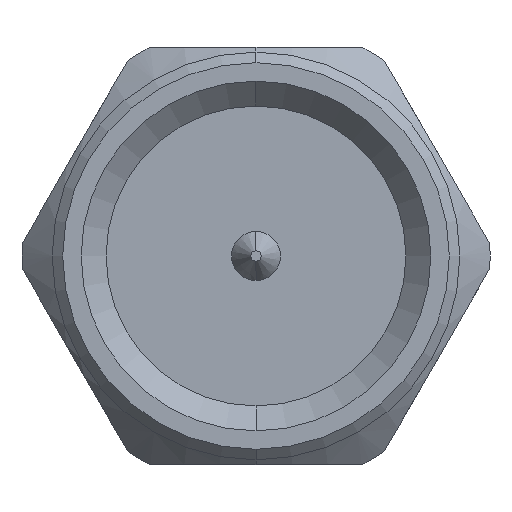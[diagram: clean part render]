
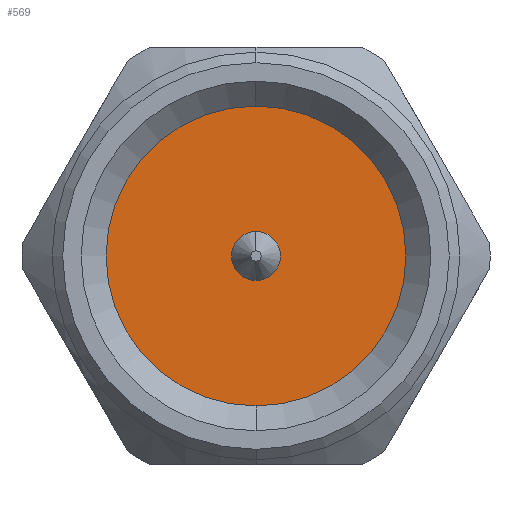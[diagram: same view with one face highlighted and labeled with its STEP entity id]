
A CAD part, left-side view. The second image highlights one B-rep face of the part: STEP entity #569.
In plain terms, the highlighted planar face has unit normal (-1, 0, 0).
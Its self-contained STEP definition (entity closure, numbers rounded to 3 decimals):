
#40 = EDGE_LOOP ( 'NONE', ( #1665, #1626 ) ) ;
#63 = AXIS2_PLACEMENT_3D ( 'NONE', #438, #152, #293 ) ;
#97 = CARTESIAN_POINT ( 'NONE',  ( 2.196, 0., -0.465 ) ) ;
#152 = DIRECTION ( 'NONE',  ( -1., 0., 0. ) ) ;
#207 = CARTESIAN_POINT ( 'NONE',  ( 2.196, 0., -2.85 ) ) ;
#227 = DIRECTION ( 'NONE',  ( 1., 0., 0. ) ) ;
#293 = DIRECTION ( 'NONE',  ( 0., 0., 1. ) ) ;
#305 = EDGE_CURVE ( 'NONE', #456, #611, #1443, .T. ) ;
#356 = DIRECTION ( 'NONE',  ( -1., 0., 0. ) ) ;
#416 = CARTESIAN_POINT ( 'NONE',  ( 2.196, 0., 2.85 ) ) ;
#438 = CARTESIAN_POINT ( 'NONE',  ( 2.196, 0., 0. ) ) ;
#456 = VERTEX_POINT ( 'NONE', #416 ) ;
#475 = ORIENTED_EDGE ( 'NONE', *, *, #906, .F. ) ;
#528 = CIRCLE ( 'NONE', #63, 0.465 ) ;
#569 = ADVANCED_FACE ( 'NONE', ( #1250, #848 ), #1124, .T. ) ;
#611 = VERTEX_POINT ( 'NONE', #207 ) ;
#664 = CARTESIAN_POINT ( 'NONE',  ( 2.196, 0., 0.465 ) ) ;
#685 = AXIS2_PLACEMENT_3D ( 'NONE', #1757, #356, #1222 ) ;
#714 = DIRECTION ( 'NONE',  ( 1., 0., 0. ) ) ;
#754 = VERTEX_POINT ( 'NONE', #97 ) ;
#781 = DIRECTION ( 'NONE',  ( 0., 0., 1. ) ) ;
#837 = CIRCLE ( 'NONE', #685, 0.465 ) ;
#840 = DIRECTION ( 'NONE',  ( 0., 0., 1. ) ) ;
#848 = FACE_OUTER_BOUND ( 'NONE', #40, .T. ) ;
#873 = AXIS2_PLACEMENT_3D ( 'NONE', #1821, #1547, #840 ) ;
#906 = EDGE_CURVE ( 'NONE', #754, #1475, #528, .T. ) ;
#915 = CARTESIAN_POINT ( 'NONE',  ( 2.196, 0., 0. ) ) ;
#1088 = EDGE_LOOP ( 'NONE', ( #1264, #475 ) ) ;
#1124 = PLANE ( 'NONE',  #873 ) ;
#1143 = DIRECTION ( 'NONE',  ( 0., 0., 1. ) ) ;
#1147 = EDGE_CURVE ( 'NONE', #1475, #754, #837, .T. ) ;
#1222 = DIRECTION ( 'NONE',  ( 0., 0., 1. ) ) ;
#1250 = FACE_BOUND ( 'NONE', #1088, .T. ) ;
#1264 = ORIENTED_EDGE ( 'NONE', *, *, #1147, .F. ) ;
#1301 = CARTESIAN_POINT ( 'NONE',  ( 2.196, 0., 0. ) ) ;
#1364 = CIRCLE ( 'NONE', #1569, 2.85 ) ;
#1443 = CIRCLE ( 'NONE', #1691, 2.85 ) ;
#1475 = VERTEX_POINT ( 'NONE', #664 ) ;
#1547 = DIRECTION ( 'NONE',  ( -1., 0., 0. ) ) ;
#1569 = AXIS2_PLACEMENT_3D ( 'NONE', #1301, #714, #1143 ) ;
#1625 = EDGE_CURVE ( 'NONE', #611, #456, #1364, .T. ) ;
#1626 = ORIENTED_EDGE ( 'NONE', *, *, #1625, .F. ) ;
#1665 = ORIENTED_EDGE ( 'NONE', *, *, #305, .F. ) ;
#1691 = AXIS2_PLACEMENT_3D ( 'NONE', #915, #227, #781 ) ;
#1757 = CARTESIAN_POINT ( 'NONE',  ( 2.196, 0., 0. ) ) ;
#1821 = CARTESIAN_POINT ( 'NONE',  ( 2.196, 0., 0. ) ) ;
